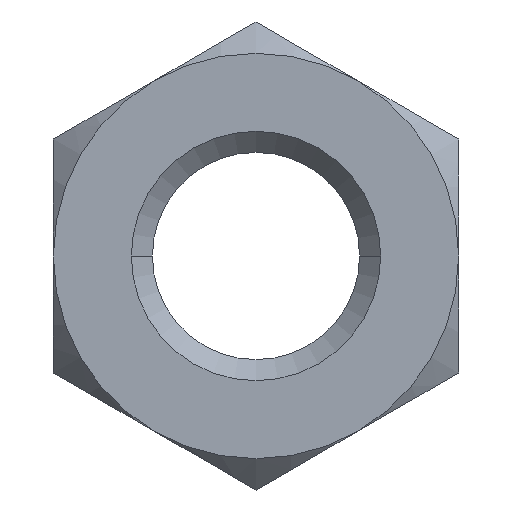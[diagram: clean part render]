
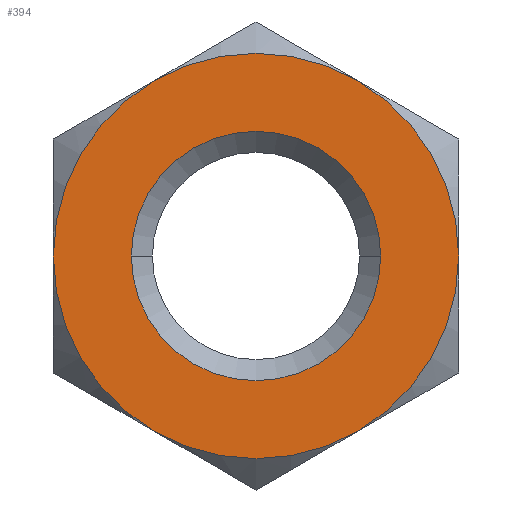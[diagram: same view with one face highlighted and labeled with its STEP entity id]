
A CAD part, front view. The second image highlights one B-rep face of the part: STEP entity #394.
In plain terms, the highlighted planar face has unit normal (0, -1, 0).
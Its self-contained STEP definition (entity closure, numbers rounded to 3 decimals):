
#1=CARTESIAN_POINT('',(0.,0.,0.));
#2=DIRECTION('',(0.,-1.,0.));
#3=DIRECTION('',(1.,0.,0.));
#4=AXIS2_PLACEMENT_3D('',#1,#2,#3);
#6=CARTESIAN_POINT('',(0.,0.,0.));
#7=DIRECTION('',(0.,-1.,0.));
#8=DIRECTION('',(0.5,0.,-0.866));
#9=AXIS2_PLACEMENT_3D('',#6,#7,#8);
#11=CARTESIAN_POINT('',(0.,0.,0.));
#12=DIRECTION('',(0.,-1.,0.));
#13=DIRECTION('',(-1.,0.,0.));
#14=AXIS2_PLACEMENT_3D('',#11,#12,#13);
#16=CARTESIAN_POINT('',(0.,0.,0.));
#17=DIRECTION('',(0.,-1.,0.));
#18=DIRECTION('',(-0.5,0.,0.866));
#19=AXIS2_PLACEMENT_3D('',#16,#17,#18);
#21=CARTESIAN_POINT('',(0.,0.,0.));
#22=DIRECTION('',(0.,-1.,0.));
#23=DIRECTION('',(1.,0.,0.));
#24=AXIS2_PLACEMENT_3D('',#21,#22,#23);
#39=CARTESIAN_POINT('',(0.,0.,0.));
#40=DIRECTION('',(0.,-1.,0.));
#41=DIRECTION('',(-1.,0.,0.));
#42=AXIS2_PLACEMENT_3D('',#39,#40,#41);
#307=CARTESIAN_POINT('',(0.,0.,0.));
#308=DIRECTION('',(0.,-1.,0.));
#309=DIRECTION('',(-0.5,0.,-0.866));
#310=AXIS2_PLACEMENT_3D('',#307,#308,#309);
#312=CARTESIAN_POINT('',(0.,0.,0.));
#313=DIRECTION('',(0.,-1.,0.));
#314=DIRECTION('',(0.5,0.,0.866));
#315=AXIS2_PLACEMENT_3D('',#312,#313,#314);
#349=CARTESIAN_POINT('',(-4.,0.,0.));
#350=CARTESIAN_POINT('',(4.,0.,0.));
#351=VERTEX_POINT('',#349);
#352=VERTEX_POINT('',#350);
#357=CARTESIAN_POINT('',(-3.25,0.,5.629));
#358=CARTESIAN_POINT('',(-6.5,0.,0.));
#359=VERTEX_POINT('',#357);
#360=VERTEX_POINT('',#358);
#361=CARTESIAN_POINT('',(-3.25,0.,-5.629));
#362=VERTEX_POINT('',#361);
#363=CARTESIAN_POINT('',(3.25,0.,-5.629));
#364=CARTESIAN_POINT('',(6.5,0.,0.));
#365=VERTEX_POINT('',#363);
#366=VERTEX_POINT('',#364);
#367=CARTESIAN_POINT('',(3.25,0.,5.629));
#368=VERTEX_POINT('',#367);
#369=CARTESIAN_POINT('',(0.,0.,0.));
#370=DIRECTION('',(0.,1.,0.));
#371=DIRECTION('',(1.,0.,0.));
#372=AXIS2_PLACEMENT_3D('',#369,#370,#371);
#373=PLANE('',#372);
#375=ORIENTED_EDGE('',*,*,#374,.F.);
#377=ORIENTED_EDGE('',*,*,#376,.F.);
#379=ORIENTED_EDGE('',*,*,#378,.F.);
#381=ORIENTED_EDGE('',*,*,#380,.F.);
#383=ORIENTED_EDGE('',*,*,#382,.F.);
#385=ORIENTED_EDGE('',*,*,#384,.F.);
#386=EDGE_LOOP('',(#375,#377,#379,#381,#383,#385));
#387=FACE_OUTER_BOUND('',#386,.F.);
#389=ORIENTED_EDGE('',*,*,#388,.T.);
#391=ORIENTED_EDGE('',*,*,#390,.T.);
#392=EDGE_LOOP('',(#389,#391));
#393=FACE_BOUND('',#392,.F.);
#394=ADVANCED_FACE('',(#387,#393),#373,.F.);
#5=CIRCLE('',#4,6.5);
#10=CIRCLE('',#9,6.5);
#15=CIRCLE('',#14,6.5);
#20=CIRCLE('',#19,6.5);
#25=CIRCLE('',#24,4.);
#43=CIRCLE('',#42,4.);
#311=CIRCLE('',#310,6.5);
#316=CIRCLE('',#315,6.5);
#374=EDGE_CURVE('',#368,#359,#316,.T.);
#376=EDGE_CURVE('',#366,#368,#5,.T.);
#378=EDGE_CURVE('',#365,#366,#10,.T.);
#380=EDGE_CURVE('',#362,#365,#311,.T.);
#382=EDGE_CURVE('',#360,#362,#15,.T.);
#384=EDGE_CURVE('',#359,#360,#20,.T.);
#388=EDGE_CURVE('',#352,#351,#25,.T.);
#390=EDGE_CURVE('',#351,#352,#43,.T.);
